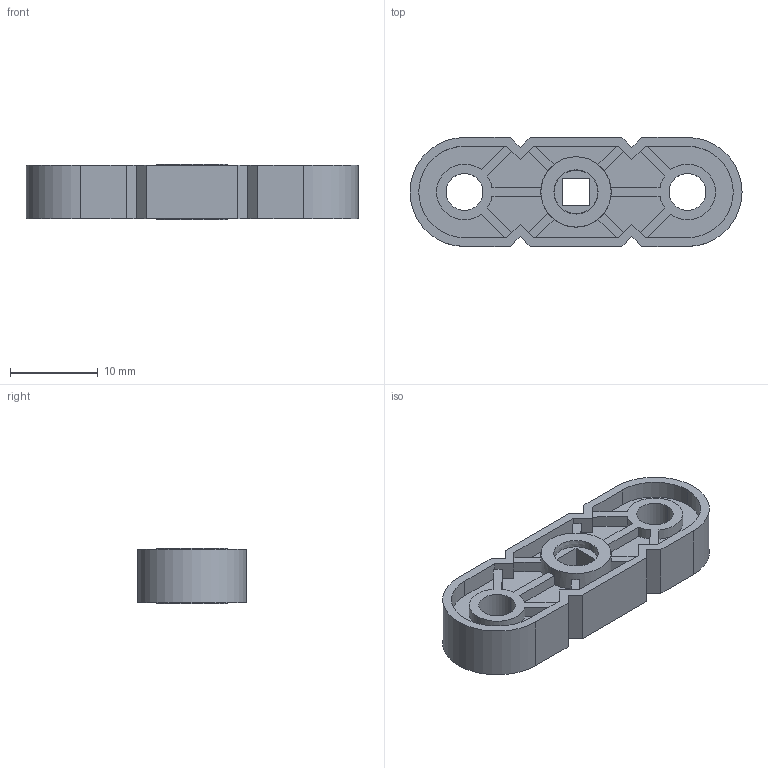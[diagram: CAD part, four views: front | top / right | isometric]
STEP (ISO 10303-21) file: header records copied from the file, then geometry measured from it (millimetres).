
FILE_DESCRIPTION (( 'STEP AP214' ), '1' );
FILE_NAME ('228-2500-141.STEP', '2014-03-06T18:47:59', ( '' ), ( '' ), 'SwSTEP 2.0', 'SolidWorks 2013', '' );
FILE_SCHEMA (( 'AUTOMOTIVE_DESIGN' ));
Length unit declared in the file: millimetre
Products named in the file (1): 228-2500-141
Bounding box: 37.8 x 12.4 x 6.35 mm (x, y, z)
Volume: 1508.5 mm3; surface area: 2284.4 mm2
Topology: 1 solids, 1 shells, 155 faces, 447 edges, 298 vertices
Faces by surface type: plane 120, cylinder 31, cone 4
Entity records: 5121 total; most frequent: CARTESIAN_POINT 901, ORIENTED_EDGE 894, DIRECTION 853, EDGE_CURVE 447, LINE 353, VECTOR 353, VERTEX_POINT 298, AXIS2_PLACEMENT_3D 250
